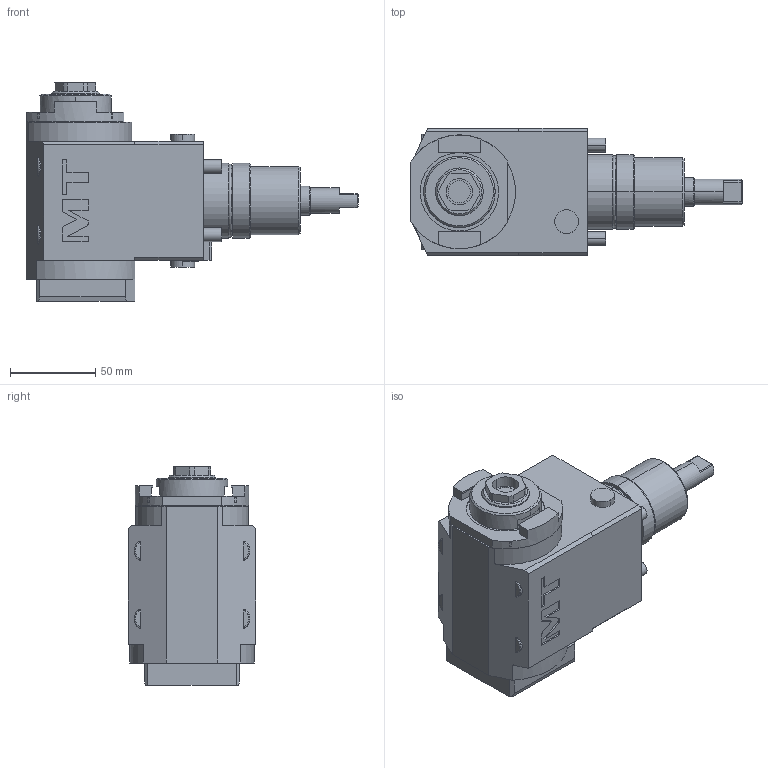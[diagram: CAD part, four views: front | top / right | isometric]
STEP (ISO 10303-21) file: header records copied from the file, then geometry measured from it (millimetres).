
FILE_DESCRIPTION((''),'2;1');
FILE_NAME('NKM1320620_CONF','2023-05-04T12:35:14',('gvalli'),('M.T. srl'),'CREO PARAMETRIC BY PTC INC, 2021072','CREO PARAMETRIC BY PTC INC, 2021072','');
FILE_SCHEMA(('CONFIG_CONTROL_DESIGN'));
Length unit declared in the file: millimetre
Products named in the file (1): NKM1320620_CONF
Bounding box: 195 x 75 x 128.23 mm (x, y, z)
Volume: 775464.8 mm3; surface area: 66784.4 mm2
Topology: 1 solids, 1 shells, 273 faces, 669 edges, 438 vertices
Faces by surface type: plane 154, cylinder 85, torus 16, cone 14, extrusion 4
Entity records: 8820 total; most frequent: CARTESIAN_POINT 2175, DIRECTION 1388, ORIENTED_EDGE 1338, EDGE_CURVE 669, AXIS2_PLACEMENT_3D 483, VERTEX_POINT 438, VECTOR 422, LINE 418
